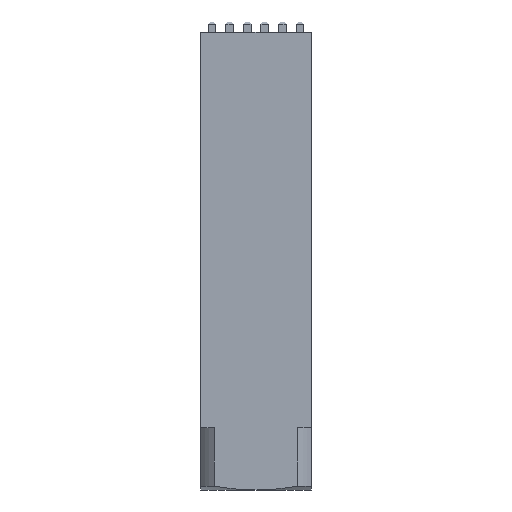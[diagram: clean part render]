
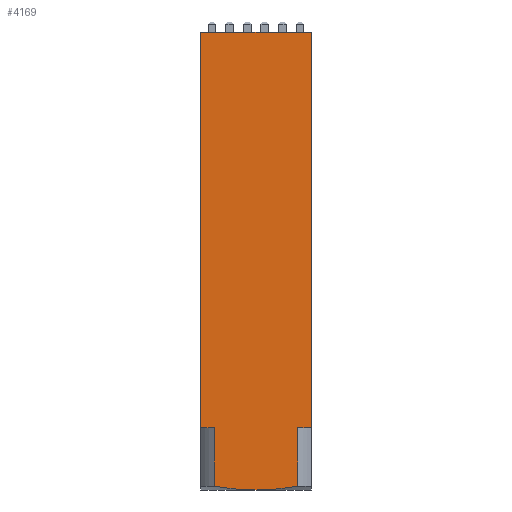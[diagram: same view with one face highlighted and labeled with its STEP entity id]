
A CAD part, front view. The second image highlights one B-rep face of the part: STEP entity #4169.
In plain terms, the highlighted planar face has unit normal (0, -1, 0).
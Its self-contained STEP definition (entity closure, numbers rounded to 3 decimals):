
#707 = EDGE_CURVE ( 'NONE', #6954, #6924, #5126, .T. ) ;
#717 = EDGE_CURVE ( 'NONE', #6924, #6950, #5163, .T. ) ;
#718 = EDGE_CURVE ( 'NONE', #6950, #6957, #5171, .T. ) ;
#720 = EDGE_CURVE ( 'NONE', #6927, #6954, #5162, .T. ) ;
#942 = VECTOR ( 'NONE', #5135, 1000. ) ;
#951 = VECTOR ( 'NONE', #5170, 1000. ) ;
#953 = VECTOR ( 'NONE', #5174, 1000. ) ;
#954 = VECTOR ( 'NONE', #5178, 1000. ) ;
#2582 = LINE ( 'NONE', #2685, #6560 ) ;
#2681 = LINE ( 'NONE', #2683, #6557 ) ;
#2682 = CARTESIAN_POINT ( 'NONE',  ( -5.002, -8., 0.375 ) ) ;
#2683 = CARTESIAN_POINT ( 'NONE',  ( -8., -8., 66. ) ) ;
#2684 = DIRECTION ( 'NONE',  ( 0., 0., -1. ) ) ;
#2685 = CARTESIAN_POINT ( 'NONE',  ( -17.741, -8., 9. ) ) ;
#2686 = DIRECTION ( 'NONE',  ( -1., 0., 0. ) ) ;
#2687 = LINE ( 'NONE', #2688, #6559 ) ;
#2688 = CARTESIAN_POINT ( 'NONE',  ( -6., -8., 9. ) ) ;
#2689 = DIRECTION ( 'NONE',  ( 0., 0., -1. ) ) ;
#2690 = CARTESIAN_POINT ( 'NONE',  ( 0., -8., 0. ) ) ;
#2691 = CARTESIAN_POINT ( 'NONE',  ( -6., -8., 0.536 ) ) ;
#2692 = CARTESIAN_POINT ( 'NONE',  ( 0.999, -8., 0. ) ) ;
#2693 = CARTESIAN_POINT ( 'NONE',  ( -4.003, -8., 0.24 ) ) ;
#2694 = CARTESIAN_POINT ( 'NONE',  ( -2.003, -8., 0.052 ) ) ;
#2695 = CARTESIAN_POINT ( 'NONE',  ( -1.002, -8., 0. ) ) ;
#2696 = CARTESIAN_POINT ( 'NONE',  ( 0., -8., 0. ) ) ;
#2698 = CARTESIAN_POINT ( 'NONE',  ( 1.999, -8., 0.052 ) ) ;
#2699 = CARTESIAN_POINT ( 'NONE',  ( 4.002, -8., 0.24 ) ) ;
#2700 = CARTESIAN_POINT ( 'NONE',  ( 5.006, -8., 0.376 ) ) ;
#2701 = CARTESIAN_POINT ( 'NONE',  ( 6., -8., 0.536 ) ) ;
#2901 = CARTESIAN_POINT ( 'NONE',  ( -8., -8., 66. ) ) ;
#2903 = FACE_OUTER_BOUND ( 'NONE', #7292, .T. ) ;
#2904 = PLANE ( 'NONE',  #6607 ) ;
#2907 = DIRECTION ( 'NONE',  ( 0., 1., 0. ) ) ;
#2908 = DIRECTION ( 'NONE',  ( 0., 0., 1. ) ) ;
#3266 = CARTESIAN_POINT ( 'NONE',  ( -6., -8., 0.536 ) ) ;
#3267 = CARTESIAN_POINT ( 'NONE',  ( 0., -8., 0. ) ) ;
#3268 = CARTESIAN_POINT ( 'NONE',  ( -8., -8., 9. ) ) ;
#3295 = CARTESIAN_POINT ( 'NONE',  ( -6., -8., 9. ) ) ;
#3297 = CARTESIAN_POINT ( 'NONE',  ( 8., -8., 9. ) ) ;
#3300 = CARTESIAN_POINT ( 'NONE',  ( -8., -8., 66. ) ) ;
#3323 = CARTESIAN_POINT ( 'NONE',  ( 6., -8., 9. ) ) ;
#3327 = CARTESIAN_POINT ( 'NONE',  ( 8., -8., 66. ) ) ;
#3330 = CARTESIAN_POINT ( 'NONE',  ( 6., -8., 0.536 ) ) ;
#4122 = EDGE_CURVE ( 'NONE', #6927, #6895, #2681, .T. ) ;
#4123 = EDGE_CURVE ( 'NONE', #6922, #6895, #2582, .T. ) ;
#4124 = EDGE_CURVE ( 'NONE', #6922, #6893, #2687, .T. ) ;
#4125 = EDGE_CURVE ( 'NONE', #6893, #6894, #5109, .T. ) ;
#4126 = EDGE_CURVE ( 'NONE', #6894, #6957, #5110, .T. ) ;
#4169 = ADVANCED_FACE ( 'NONE', ( #2903 ), #2904, .F. ) ;
#4290 = ORIENTED_EDGE ( 'NONE', *, *, #4125, .T. ) ;
#4298 = ORIENTED_EDGE ( 'NONE', *, *, #4126, .T. ) ;
#5109 = B_SPLINE_CURVE_WITH_KNOTS ( 'NONE', 3,
 ( #2691, #2682, #2693, #2694, #2695, #2696 ),
 .UNSPECIFIED., .F., .F.,
 ( 4, 2, 4 ),
 ( 0.01, 0.013, 0.016 ),
 .UNSPECIFIED. ) ;
#5110 = B_SPLINE_CURVE_WITH_KNOTS ( 'NONE', 3,
 ( #2690, #2692, #2698, #2699, #2700, #2701 ),
 .UNSPECIFIED., .F., .F.,
 ( 4, 2, 4 ),
 ( 0.016, 0.019, 0.022 ),
 .UNSPECIFIED. ) ;
#5126 = LINE ( 'NONE', #5133, #942 ) ;
#5133 = CARTESIAN_POINT ( 'NONE',  ( 8., -8., 66. ) ) ;
#5135 = DIRECTION ( 'NONE',  ( 0., 0., -1. ) ) ;
#5162 = LINE ( 'NONE', #5177, #954 ) ;
#5163 = LINE ( 'NONE', #5169, #951 ) ;
#5169 = CARTESIAN_POINT ( 'NONE',  ( 8., -8., 9. ) ) ;
#5170 = DIRECTION ( 'NONE',  ( -1., 0., 0. ) ) ;
#5171 = LINE ( 'NONE', #5173, #953 ) ;
#5173 = CARTESIAN_POINT ( 'NONE',  ( 6., -8., 9. ) ) ;
#5174 = DIRECTION ( 'NONE',  ( 0., 0., -1. ) ) ;
#5177 = CARTESIAN_POINT ( 'NONE',  ( -8., -8., 66. ) ) ;
#5178 = DIRECTION ( 'NONE',  ( 1., 0., 0. ) ) ;
#6557 = VECTOR ( 'NONE', #2684, 1000. ) ;
#6559 = VECTOR ( 'NONE', #2689, 1000. ) ;
#6560 = VECTOR ( 'NONE', #2686, 1000. ) ;
#6607 = AXIS2_PLACEMENT_3D ( 'NONE', #2901, #2907, #2908 ) ;
#6893 = VERTEX_POINT ( 'NONE', #3266 ) ;
#6894 = VERTEX_POINT ( 'NONE', #3267 ) ;
#6895 = VERTEX_POINT ( 'NONE', #3268 ) ;
#6922 = VERTEX_POINT ( 'NONE', #3295 ) ;
#6924 = VERTEX_POINT ( 'NONE', #3297 ) ;
#6927 = VERTEX_POINT ( 'NONE', #3300 ) ;
#6950 = VERTEX_POINT ( 'NONE', #3323 ) ;
#6954 = VERTEX_POINT ( 'NONE', #3327 ) ;
#6957 = VERTEX_POINT ( 'NONE', #3330 ) ;
#7292 = EDGE_LOOP ( 'NONE', ( #7441, #7432, #7434, #7436, #8910, #8911, #8909, #4290, #4298 ) ) ;
#7432 = ORIENTED_EDGE ( 'NONE', *, *, #717, .F. ) ;
#7434 = ORIENTED_EDGE ( 'NONE', *, *, #707, .F. ) ;
#7436 = ORIENTED_EDGE ( 'NONE', *, *, #720, .F. ) ;
#7441 = ORIENTED_EDGE ( 'NONE', *, *, #718, .F. ) ;
#8909 = ORIENTED_EDGE ( 'NONE', *, *, #4124, .T. ) ;
#8910 = ORIENTED_EDGE ( 'NONE', *, *, #4122, .T. ) ;
#8911 = ORIENTED_EDGE ( 'NONE', *, *, #4123, .F. ) ;
